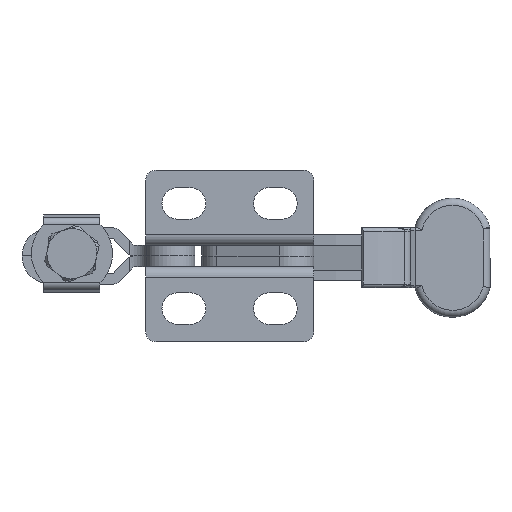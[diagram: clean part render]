
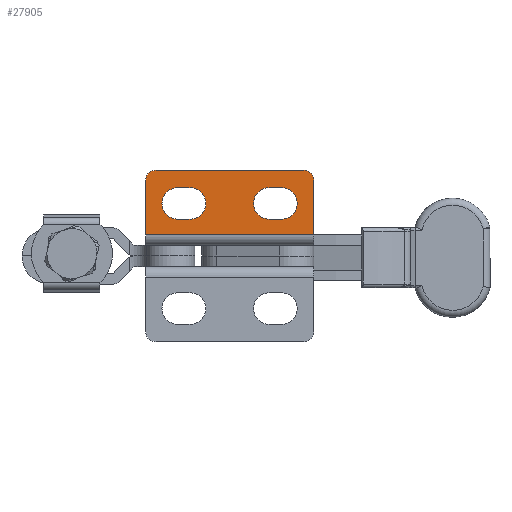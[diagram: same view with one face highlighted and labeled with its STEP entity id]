
A CAD part, front view. The second image highlights one B-rep face of the part: STEP entity #27905.
In plain terms, the highlighted planar face has unit normal (0, -1, 0).
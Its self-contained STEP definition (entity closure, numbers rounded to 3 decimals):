
#53 = VERTEX_POINT ( 'NONE', #34135 ) ;
#873 = EDGE_CURVE ( 'NONE', #10292, #7277, #9910, .T. ) ;
#1011 = DIRECTION ( 'NONE',  ( 0., 1., 0. ) ) ;
#1037 = ORIENTED_EDGE ( 'NONE', *, *, #20144, .T. ) ;
#1057 = CARTESIAN_POINT ( 'NONE',  ( -4.6, 0., 3.75 ) ) ;
#1131 = CARTESIAN_POINT ( 'NONE',  ( -1.5, 0., 10.75 ) ) ;
#1156 = VECTOR ( 'NONE', #10617, 1000. ) ;
#1179 = CARTESIAN_POINT ( 'NONE',  ( 0., 0., 3.75 ) ) ;
#1520 = CARTESIAN_POINT ( 'NONE',  ( 0., 0., 1.5 ) ) ;
#1607 = AXIS2_PLACEMENT_3D ( 'NONE', #17710, #1011, #20556 ) ;
#1661 = EDGE_CURVE ( 'NONE', #7759, #53, #16446, .T. ) ;
#2157 = LINE ( 'NONE', #9722, #9577 ) ;
#2339 = DIRECTION ( 'NONE',  ( 0., 0., -1. ) ) ;
#2516 = VECTOR ( 'NONE', #34540, 1000. ) ;
#3002 = EDGE_CURVE ( 'NONE', #7277, #31794, #22800, .T. ) ;
#3334 = ORIENTED_EDGE ( 'NONE', *, *, #17956, .T. ) ;
#3432 = LINE ( 'NONE', #26615, #32324 ) ;
#3588 = VERTEX_POINT ( 'NONE', #11473 ) ;
#3719 = ORIENTED_EDGE ( 'NONE', *, *, #1661, .T. ) ;
#4270 = DIRECTION ( 'NONE',  ( -1., 0., 0. ) ) ;
#4811 = CARTESIAN_POINT ( 'NONE',  ( 0., 0., 8.25 ) ) ;
#5118 = EDGE_CURVE ( 'NONE', #13826, #7872, #9985, .T. ) ;
#5502 = ORIENTED_EDGE ( 'NONE', *, *, #11814, .T. ) ;
#5741 = DIRECTION ( 'NONE',  ( 0., -1., 0. ) ) ;
#5904 = EDGE_CURVE ( 'NONE', #33996, #7872, #3432, .T. ) ;
#6001 = FACE_BOUND ( 'NONE', #23050, .T. ) ;
#6063 = ORIENTED_EDGE ( 'NONE', *, *, #5118, .T. ) ;
#6129 = DIRECTION ( 'NONE',  ( 0., 1., 0. ) ) ;
#6441 = CARTESIAN_POINT ( 'NONE',  ( -4.6, 0., 8.25 ) ) ;
#6649 = CIRCLE ( 'NONE', #19964, 2.25 ) ;
#6868 = FACE_BOUND ( 'NONE', #20190, .T. ) ;
#7085 = DIRECTION ( 'NONE',  ( 0., 1., 0. ) ) ;
#7277 = VERTEX_POINT ( 'NONE', #6441 ) ;
#7448 = ORIENTED_EDGE ( 'NONE', *, *, #8013, .T. ) ;
#7759 = VERTEX_POINT ( 'NONE', #28192 ) ;
#7841 = CARTESIAN_POINT ( 'NONE',  ( 0., 0., 8.25 ) ) ;
#7872 = VERTEX_POINT ( 'NONE', #1131 ) ;
#8013 = EDGE_CURVE ( 'NONE', #33996, #7759, #20394, .T. ) ;
#8216 = ORIENTED_EDGE ( 'NONE', *, *, #5904, .F. ) ;
#8519 = CARTESIAN_POINT ( 'NONE',  ( -6.35, 0., 8.25 ) ) ;
#9207 = EDGE_CURVE ( 'NONE', #17136, #24265, #2157, .T. ) ;
#9511 = CARTESIAN_POINT ( 'NONE',  ( 0., 0., 1.5 ) ) ;
#9577 = VECTOR ( 'NONE', #12509, 1000. ) ;
#9593 = DIRECTION ( 'NONE',  ( 1., 0., 0. ) ) ;
#9722 = CARTESIAN_POINT ( 'NONE',  ( 0., 0., 3.75 ) ) ;
#9910 = LINE ( 'NONE', #4811, #2516 ) ;
#9985 = CIRCLE ( 'NONE', #32196, 1.5 ) ;
#10044 = DIRECTION ( 'NONE',  ( 0., 0., -1. ) ) ;
#10292 = VERTEX_POINT ( 'NONE', #8519 ) ;
#10364 = VECTOR ( 'NONE', #16346, 1000. ) ;
#10617 = DIRECTION ( 'NONE',  ( 1., 0., 0. ) ) ;
#10729 = CARTESIAN_POINT ( 'NONE',  ( -24., 0., 1.5 ) ) ;
#11473 = CARTESIAN_POINT ( 'NONE',  ( 0., 0., 1.5 ) ) ;
#11777 = ORIENTED_EDGE ( 'NONE', *, *, #13950, .T. ) ;
#11814 = EDGE_CURVE ( 'NONE', #24265, #20664, #27964, .T. ) ;
#11997 = ORIENTED_EDGE ( 'NONE', *, *, #12787, .F. ) ;
#11998 = EDGE_CURVE ( 'NONE', #53, #3588, #33634, .T. ) ;
#12418 = AXIS2_PLACEMENT_3D ( 'NONE', #22875, #6129, #25688 ) ;
#12509 = DIRECTION ( 'NONE',  ( -1., 0., 0. ) ) ;
#12787 = EDGE_CURVE ( 'NONE', #13826, #3588, #12957, .T. ) ;
#12957 = LINE ( 'NONE', #1520, #28791 ) ;
#13659 = DIRECTION ( 'NONE',  ( 0., 1., 0. ) ) ;
#13826 = VERTEX_POINT ( 'NONE', #29291 ) ;
#13950 = EDGE_CURVE ( 'NONE', #20664, #17943, #23460, .T. ) ;
#15858 = CARTESIAN_POINT ( 'NONE',  ( -22.5, 0., 9.25 ) ) ;
#16346 = DIRECTION ( 'NONE',  ( 1., 0., 0. ) ) ;
#16446 = LINE ( 'NONE', #10729, #31386 ) ;
#17136 = VERTEX_POINT ( 'NONE', #18123 ) ;
#17710 = CARTESIAN_POINT ( 'NONE',  ( -19.4, 0., 6. ) ) ;
#17943 = VERTEX_POINT ( 'NONE', #30091 ) ;
#17956 = EDGE_CURVE ( 'NONE', #17943, #17136, #6649, .T. ) ;
#18123 = CARTESIAN_POINT ( 'NONE',  ( -17.65, 0., 3.75 ) ) ;
#18140 = AXIS2_PLACEMENT_3D ( 'NONE', #23828, #7085, #26679 ) ;
#18553 = CARTESIAN_POINT ( 'NONE',  ( -19.4, 0., 3.75 ) ) ;
#18689 = DIRECTION ( 'NONE',  ( -1., 0., 0. ) ) ;
#18822 = CIRCLE ( 'NONE', #18140, 2.25 ) ;
#19229 = EDGE_LOOP ( 'NONE', ( #11997, #6063, #8216, #7448, #3719, #26454 ) ) ;
#19964 = AXIS2_PLACEMENT_3D ( 'NONE', #30472, #13659, #33283 ) ;
#20144 = EDGE_CURVE ( 'NONE', #31794, #30201, #30717, .T. ) ;
#20190 = EDGE_LOOP ( 'NONE', ( #24502, #5502, #11777, #3334 ) ) ;
#20394 = CIRCLE ( 'NONE', #20978, 1.5 ) ;
#20556 = DIRECTION ( 'NONE',  ( -1., 0., 0. ) ) ;
#20646 = DIRECTION ( 'NONE',  ( 0., 1., 0. ) ) ;
#20664 = VERTEX_POINT ( 'NONE', #33582 ) ;
#20978 = AXIS2_PLACEMENT_3D ( 'NONE', #15858, #35471, #18689 ) ;
#21013 = PLANE ( 'NONE',  #25554 ) ;
#22800 = CIRCLE ( 'NONE', #12418, 2.25 ) ;
#22875 = CARTESIAN_POINT ( 'NONE',  ( -4.6, 0., 6. ) ) ;
#23050 = EDGE_LOOP ( 'NONE', ( #1037, #34996, #31095, #31557 ) ) ;
#23258 = VECTOR ( 'NONE', #26488, 1000. ) ;
#23460 = LINE ( 'NONE', #7841, #1156 ) ;
#23828 = CARTESIAN_POINT ( 'NONE',  ( -6.35, 0., 6. ) ) ;
#24139 = EDGE_CURVE ( 'NONE', #30201, #10292, #18822, .T. ) ;
#24265 = VERTEX_POINT ( 'NONE', #18553 ) ;
#24502 = ORIENTED_EDGE ( 'NONE', *, *, #9207, .T. ) ;
#25554 = AXIS2_PLACEMENT_3D ( 'NONE', #9511, #20646, #4270 ) ;
#25688 = DIRECTION ( 'NONE',  ( -1., 0., 0. ) ) ;
#26454 = ORIENTED_EDGE ( 'NONE', *, *, #11998, .T. ) ;
#26488 = DIRECTION ( 'NONE',  ( -1., 0., 0. ) ) ;
#26615 = CARTESIAN_POINT ( 'NONE',  ( 0., 0., 10.75 ) ) ;
#26679 = DIRECTION ( 'NONE',  ( -1., 0., 0. ) ) ;
#27453 = FACE_OUTER_BOUND ( 'NONE', #19229, .T. ) ;
#27888 = CARTESIAN_POINT ( 'NONE',  ( -1.5, 0., 9.25 ) ) ;
#27905 = ADVANCED_FACE ( 'NONE', ( #6868, #6001, #27453 ), #21013, .F. ) ;
#27964 = CIRCLE ( 'NONE', #1607, 2.25 ) ;
#28192 = CARTESIAN_POINT ( 'NONE',  ( -24., 0., 9.25 ) ) ;
#28791 = VECTOR ( 'NONE', #10044, 1000. ) ;
#29291 = CARTESIAN_POINT ( 'NONE',  ( 0., 0., 9.25 ) ) ;
#30091 = CARTESIAN_POINT ( 'NONE',  ( -17.65, 0., 8.25 ) ) ;
#30201 = VERTEX_POINT ( 'NONE', #35038 ) ;
#30472 = CARTESIAN_POINT ( 'NONE',  ( -17.65, 0., 6. ) ) ;
#30717 = LINE ( 'NONE', #1179, #23258 ) ;
#31095 = ORIENTED_EDGE ( 'NONE', *, *, #873, .T. ) ;
#31386 = VECTOR ( 'NONE', #2339, 1000. ) ;
#31557 = ORIENTED_EDGE ( 'NONE', *, *, #3002, .T. ) ;
#31794 = VERTEX_POINT ( 'NONE', #1057 ) ;
#32196 = AXIS2_PLACEMENT_3D ( 'NONE', #27888, #5741, #34626 ) ;
#32324 = VECTOR ( 'NONE', #9593, 1000. ) ;
#33260 = CARTESIAN_POINT ( 'NONE',  ( -22.5, 0., 10.75 ) ) ;
#33283 = DIRECTION ( 'NONE',  ( -1., 0., 0. ) ) ;
#33582 = CARTESIAN_POINT ( 'NONE',  ( -19.4, 0., 8.25 ) ) ;
#33634 = LINE ( 'NONE', #36182, #10364 ) ;
#33996 = VERTEX_POINT ( 'NONE', #33260 ) ;
#34135 = CARTESIAN_POINT ( 'NONE',  ( -24., 0., 1.5 ) ) ;
#34540 = DIRECTION ( 'NONE',  ( 1., 0., 0. ) ) ;
#34626 = DIRECTION ( 'NONE',  ( -1., 0., 0. ) ) ;
#34996 = ORIENTED_EDGE ( 'NONE', *, *, #24139, .T. ) ;
#35038 = CARTESIAN_POINT ( 'NONE',  ( -6.35, 0., 3.75 ) ) ;
#35471 = DIRECTION ( 'NONE',  ( 0., -1., 0. ) ) ;
#36182 = CARTESIAN_POINT ( 'NONE',  ( 0., 0., 1.5 ) ) ;
